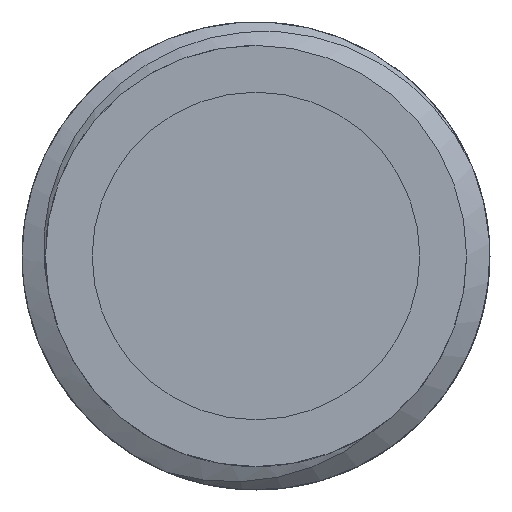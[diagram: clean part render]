
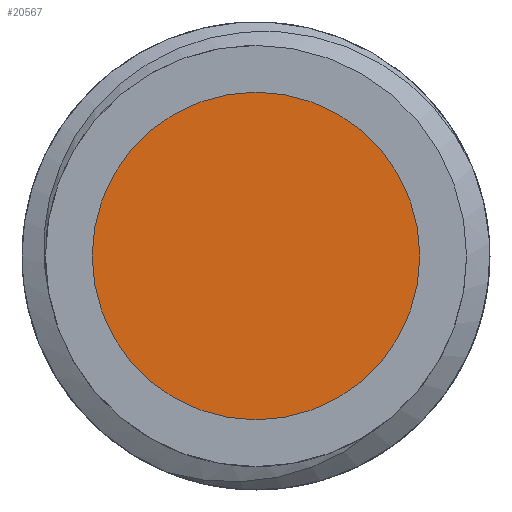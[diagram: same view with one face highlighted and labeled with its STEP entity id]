
A CAD part, front view. The second image highlights one B-rep face of the part: STEP entity #20567.
In plain terms, the highlighted planar face has unit normal (0, -1, 0).
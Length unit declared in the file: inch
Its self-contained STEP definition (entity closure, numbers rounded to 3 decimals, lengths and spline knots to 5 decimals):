
#9083=CARTESIAN_POINT('',(0.,-2.16535,0.));
#9084=DIRECTION('',(0.,-1.,0.));
#9085=DIRECTION('',(-1.,0.,0.));
#9086=AXIS2_PLACEMENT_3D('',#9083,#9084,#9085);
#9097=CARTESIAN_POINT('',(0.,-2.16535,0.));
#9098=DIRECTION('',(0.,1.,0.));
#9099=DIRECTION('',(-1.,0.,0.));
#9100=AXIS2_PLACEMENT_3D('',#9097,#9098,#9099);
#11121=CARTESIAN_POINT('',(-0.0689,-2.16535,0.));
#11123=VERTEX_POINT('',#11121);
#11128=CARTESIAN_POINT('',(0.0689,-2.16535,0.));
#11130=VERTEX_POINT('',#11128);
#20558=CARTESIAN_POINT('',(0.,-2.16535,0.));
#20559=DIRECTION('',(0.,1.,0.));
#20560=DIRECTION('',(1.,0.,0.));
#20561=AXIS2_PLACEMENT_3D('',#20558,#20559,#20560);
#20562=PLANE('',#20561);
#20563=ORIENTED_EDGE('',*,*,#20551,.F.);
#20564=ORIENTED_EDGE('',*,*,#20540,.T.);
#20565=EDGE_LOOP('',(#20563,#20564));
#20566=FACE_OUTER_BOUND('',#20565,.F.);
#20567=ADVANCED_FACE('',(#20566),#20562,.F.);
#9087=CIRCLE('',#9086,0.0689);
#9101=CIRCLE('',#9100,0.0689);
#20540=EDGE_CURVE('',#11123,#11130,#9101,.T.);
#20551=EDGE_CURVE('',#11123,#11130,#9087,.T.);
